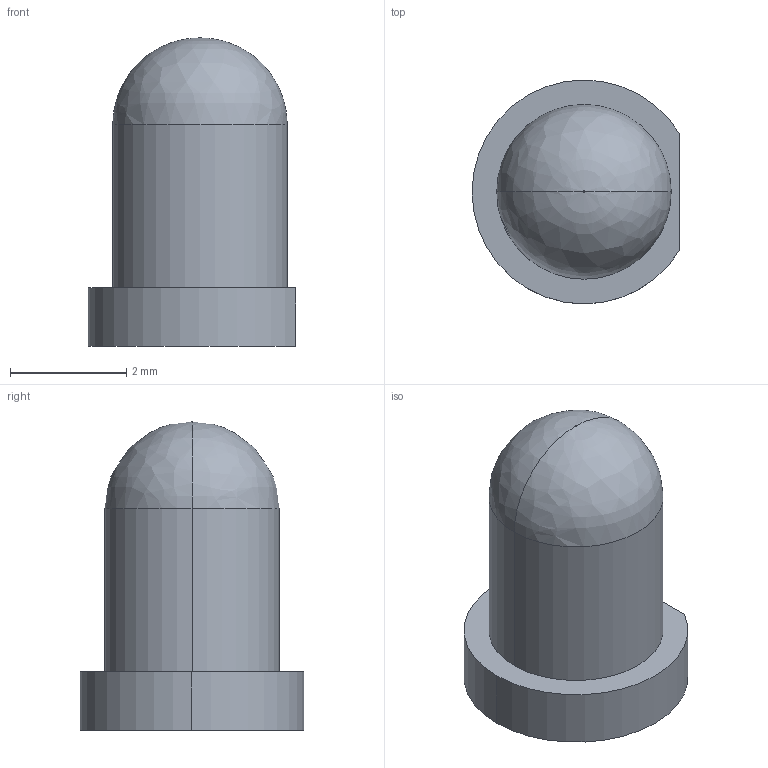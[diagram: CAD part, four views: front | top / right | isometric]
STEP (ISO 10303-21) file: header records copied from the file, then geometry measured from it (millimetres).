
FILE_DESCRIPTION (( 'STEP AP214' ), '1' );
FILE_NAME ('Led_3mm_Vermelho_Transparente v1 plastic.STEP', '2025-06-18T11:36:20', ( '' ), ( '' ), 'SwSTEP 2.0', 'SolidWorks 2024', '' );
FILE_SCHEMA (( 'AUTOMOTIVE_DESIGN' ));
Length unit declared in the file: millimetre
Products named in the file (1): Led_3mm_Vermelho_Transparente v1 plastic
Bounding box: 3.58 x 3.85 x 5.3 mm (x, y, z)
Volume: 38.2 mm3; surface area: 68 mm2
Topology: 1 solids, 1 shells, 10 faces, 19 edges, 12 vertices
Faces by surface type: cylinder 4, plane 4, bspline 2
Entity records: 432 total; most frequent: CARTESIAN_POINT 98, DIRECTION 45, ORIENTED_EDGE 38, EDGE_CURVE 19, AXIS2_PLACEMENT_3D 19, UNCERTAINTY_MEASURE_WITH_UNIT 12, VERTEX_POINT 12, EDGE_LOOP 11
